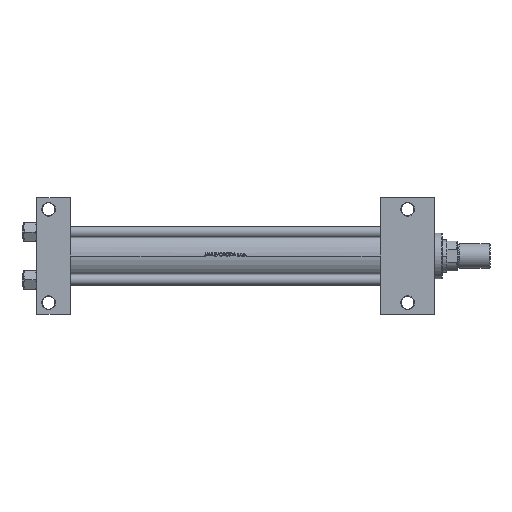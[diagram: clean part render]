
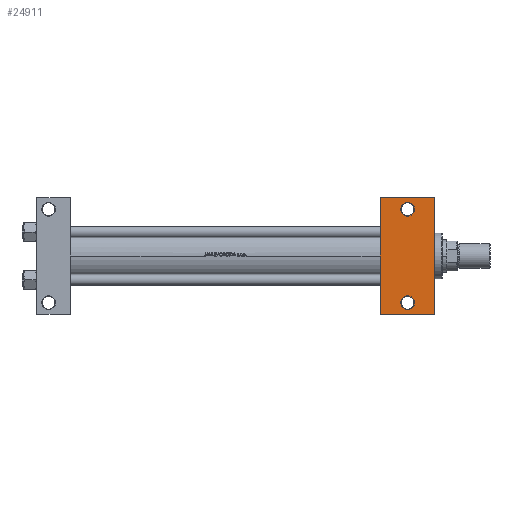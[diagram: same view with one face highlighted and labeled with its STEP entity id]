
A CAD part, front view. The second image highlights one B-rep face of the part: STEP entity #24911.
In plain terms, the highlighted face is planar.
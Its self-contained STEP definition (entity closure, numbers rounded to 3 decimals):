
#1908 = FACE_BOUND ( 'NONE', #9871, .T. ) ;
#2566 = CARTESIAN_POINT ( 'NONE',  ( 405., 51., -37.5 ) ) ;
#3082 = DIRECTION ( 'NONE',  ( 0., 0., 1. ) ) ;
#3184 = EDGE_CURVE ( 'NONE', #36143, #24097, #25317, .T. ) ;
#3661 = AXIS2_PLACEMENT_3D ( 'NONE', #37596, #33774, #48959 ) ;
#5381 = ORIENTED_EDGE ( 'NONE', *, *, #34735, .T. ) ;
#5690 = CARTESIAN_POINT ( 'NONE',  ( 434., 37.5, -37.5 ) ) ;
#7080 = DIRECTION ( 'NONE',  ( -1., 0., 0. ) ) ;
#7347 = ORIENTED_EDGE ( 'NONE', *, *, #34404, .T. ) ;
#7536 = CARTESIAN_POINT ( 'NONE',  ( 412.5, 51., -37.5 ) ) ;
#7671 = CIRCLE ( 'NONE', #48078, 7.5 ) ;
#8768 = VERTEX_POINT ( 'NONE', #7536 ) ;
#9871 = EDGE_LOOP ( 'NONE', ( #24348, #27824 ) ) ;
#10779 = VECTOR ( 'NONE', #37241, 1000. ) ;
#11747 = CIRCLE ( 'NONE', #3661, 7.5 ) ;
#14808 = VECTOR ( 'NONE', #48446, 1000. ) ;
#15134 = DIRECTION ( 'NONE',  ( 0., 0., 1. ) ) ;
#15780 = CARTESIAN_POINT ( 'NONE',  ( 397.5, 51., -37.5 ) ) ;
#16776 = ORIENTED_EDGE ( 'NONE', *, *, #39819, .F. ) ;
#16957 = VERTEX_POINT ( 'NONE', #31415 ) ;
#17337 = FACE_BOUND ( 'NONE', #24823, .T. ) ;
#18476 = VECTOR ( 'NONE', #21616, 1000. ) ;
#19535 = EDGE_CURVE ( 'NONE', #24007, #39845, #48969, .T. ) ;
#20455 = AXIS2_PLACEMENT_3D ( 'NONE', #42043, #39957, #46602 ) ;
#21074 = DIRECTION ( 'NONE',  ( 0., -1., 0. ) ) ;
#21616 = DIRECTION ( 'NONE',  ( -1., 0., 0. ) ) ;
#21724 = CARTESIAN_POINT ( 'NONE',  ( 412.5, -51., -37.5 ) ) ;
#24007 = VERTEX_POINT ( 'NONE', #40579 ) ;
#24097 = VERTEX_POINT ( 'NONE', #43800 ) ;
#24348 = ORIENTED_EDGE ( 'NONE', *, *, #38801, .T. ) ;
#24694 = FACE_OUTER_BOUND ( 'NONE', #25183, .T. ) ;
#24823 = EDGE_LOOP ( 'NONE', ( #41512, #44158 ) ) ;
#24911 = ADVANCED_FACE ( 'NONE', ( #1908, #17337, #24694 ), #44921, .T. ) ;
#25183 = EDGE_LOOP ( 'NONE', ( #16776, #5381, #7347, #41701 ) ) ;
#25317 = CIRCLE ( 'NONE', #20455, 7.5 ) ;
#25917 = AXIS2_PLACEMENT_3D ( 'NONE', #43926, #44431, #47721 ) ;
#27824 = ORIENTED_EDGE ( 'NONE', *, *, #35785, .T. ) ;
#29171 = CARTESIAN_POINT ( 'NONE',  ( 375., 37.5, -37.5 ) ) ;
#30476 = CARTESIAN_POINT ( 'NONE',  ( 375., -63.5, -37.5 ) ) ;
#31198 = VECTOR ( 'NONE', #21074, 1000. ) ;
#31415 = CARTESIAN_POINT ( 'NONE',  ( 375., 63.5, -37.5 ) ) ;
#31977 = CARTESIAN_POINT ( 'NONE',  ( 375., -63.5, -37.5 ) ) ;
#32677 = LINE ( 'NONE', #48610, #10779 ) ;
#33774 = DIRECTION ( 'NONE',  ( 0., 0., 1. ) ) ;
#34404 = EDGE_CURVE ( 'NONE', #44199, #24007, #37081, .T. ) ;
#34642 = CARTESIAN_POINT ( 'NONE',  ( 405., -51., -37.5 ) ) ;
#34735 = EDGE_CURVE ( 'NONE', #16957, #44199, #32677, .T. ) ;
#35785 = EDGE_CURVE ( 'NONE', #8768, #42312, #43158, .T. ) ;
#36143 = VERTEX_POINT ( 'NONE', #21724 ) ;
#36300 = LINE ( 'NONE', #29171, #31198 ) ;
#37081 = LINE ( 'NONE', #5690, #14808 ) ;
#37241 = DIRECTION ( 'NONE',  ( 1., 0., 0. ) ) ;
#37596 = CARTESIAN_POINT ( 'NONE',  ( 405., 51., -37.5 ) ) ;
#38121 = EDGE_CURVE ( 'NONE', #24097, #36143, #7671, .T. ) ;
#38801 = EDGE_CURVE ( 'NONE', #42312, #8768, #11747, .T. ) ;
#39702 = CARTESIAN_POINT ( 'NONE',  ( 434., 63.5, -37.5 ) ) ;
#39819 = EDGE_CURVE ( 'NONE', #16957, #39845, #36300, .T. ) ;
#39845 = VERTEX_POINT ( 'NONE', #31977 ) ;
#39957 = DIRECTION ( 'NONE',  ( 0., 0., 1. ) ) ;
#40579 = CARTESIAN_POINT ( 'NONE',  ( 434., -63.5, -37.5 ) ) ;
#41512 = ORIENTED_EDGE ( 'NONE', *, *, #38121, .T. ) ;
#41546 = DIRECTION ( 'NONE',  ( -1., 0., 0. ) ) ;
#41701 = ORIENTED_EDGE ( 'NONE', *, *, #19535, .T. ) ;
#42043 = CARTESIAN_POINT ( 'NONE',  ( 405., -51., -37.5 ) ) ;
#42312 = VERTEX_POINT ( 'NONE', #15780 ) ;
#42340 = AXIS2_PLACEMENT_3D ( 'NONE', #2566, #3082, #41546 ) ;
#43158 = CIRCLE ( 'NONE', #42340, 7.5 ) ;
#43800 = CARTESIAN_POINT ( 'NONE',  ( 397.5, -51., -37.5 ) ) ;
#43926 = CARTESIAN_POINT ( 'NONE',  ( 434., 37.5, -37.5 ) ) ;
#44158 = ORIENTED_EDGE ( 'NONE', *, *, #3184, .T. ) ;
#44199 = VERTEX_POINT ( 'NONE', #39702 ) ;
#44431 = DIRECTION ( 'NONE',  ( 0., 0., -1. ) ) ;
#44921 = PLANE ( 'NONE',  #25917 ) ;
#46602 = DIRECTION ( 'NONE',  ( -1., 0., 0. ) ) ;
#47721 = DIRECTION ( 'NONE',  ( -1., 0., 0. ) ) ;
#48078 = AXIS2_PLACEMENT_3D ( 'NONE', #34642, #15134, #7080 ) ;
#48446 = DIRECTION ( 'NONE',  ( 0., -1., 0. ) ) ;
#48610 = CARTESIAN_POINT ( 'NONE',  ( 375., 63.5, -37.5 ) ) ;
#48959 = DIRECTION ( 'NONE',  ( -1., 0., 0. ) ) ;
#48969 = LINE ( 'NONE', #30476, #18476 ) ;
